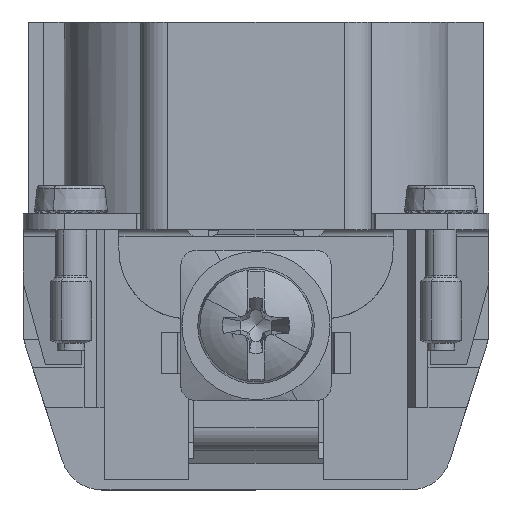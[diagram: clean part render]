
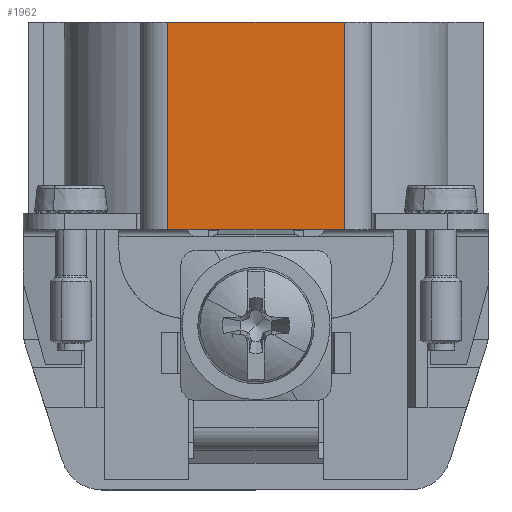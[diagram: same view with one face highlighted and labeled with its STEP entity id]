
A CAD part, front view. The second image highlights one B-rep face of the part: STEP entity #1962.
In plain terms, the highlighted planar face has unit normal (0, -1, 0).
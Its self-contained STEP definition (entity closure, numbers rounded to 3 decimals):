
#1942=AXIS2_PLACEMENT_3D('Plane Axis2P3D',#1939,#1940,#1941) ;
#931=CARTESIAN_POINT('Vertex',(23.45,0.711,19.)) ;
#934=CARTESIAN_POINT('Line Origine',(17.,0.711,19.)) ;
#938=CARTESIAN_POINT('Vertex',(10.55,0.711,19.)) ;
#1912=CARTESIAN_POINT('Line Origine',(10.55,0.711,26.575)) ;
#1916=CARTESIAN_POINT('Vertex',(10.55,0.711,34.15)) ;
#1939=CARTESIAN_POINT('Axis2P3D Location',(8.55,0.711,35.2)) ;
#1944=CARTESIAN_POINT('Line Origine',(23.45,0.711,26.575)) ;
#1948=CARTESIAN_POINT('Vertex',(23.45,0.711,34.15)) ;
#1951=CARTESIAN_POINT('Line Origine',(17.,0.711,34.15)) ;
#935=DIRECTION('Vector Direction',(1.,0.,0.)) ;
#1913=DIRECTION('Vector Direction',(0.,0.,-1.)) ;
#1940=DIRECTION('Axis2P3D Direction',(0.,1.,0.)) ;
#1941=DIRECTION('Axis2P3D XDirection',(1.,0.,0.)) ;
#1945=DIRECTION('Vector Direction',(0.,0.,-1.)) ;
#1952=DIRECTION('Vector Direction',(-1.,0.,0.)) ;
#936=VECTOR('Line Direction',#935,1.) ;
#1914=VECTOR('Line Direction',#1913,1.) ;
#1946=VECTOR('Line Direction',#1945,1.) ;
#1953=VECTOR('Line Direction',#1952,1.) ;
#1957=ORIENTED_EDGE('',*,*,#1950,.F.) ;
#1958=ORIENTED_EDGE('',*,*,#1955,.T.) ;
#1959=ORIENTED_EDGE('',*,*,#1918,.T.) ;
#1960=ORIENTED_EDGE('',*,*,#940,.T.) ;
#1962=ADVANCED_FACE('Hauptk\X2\00F6\X0\rper',(#1961),#1943,.F.) ;
#940=EDGE_CURVE('',#939,#932,#937,.T.) ;
#1918=EDGE_CURVE('',#1917,#939,#1915,.T.) ;
#1950=EDGE_CURVE('',#1949,#932,#1947,.T.) ;
#1955=EDGE_CURVE('',#1949,#1917,#1954,.T.) ;
#1956=EDGE_LOOP('',(#1957,#1958,#1959,#1960)) ;
#1961=FACE_OUTER_BOUND('',#1956,.T.) ;
#937=LINE('Line',#934,#936) ;
#1915=LINE('Line',#1912,#1914) ;
#1947=LINE('Line',#1944,#1946) ;
#1954=LINE('Line',#1951,#1953) ;
#1943=PLANE('',#1942) ;
#932=VERTEX_POINT('',#931) ;
#939=VERTEX_POINT('',#938) ;
#1917=VERTEX_POINT('',#1916) ;
#1949=VERTEX_POINT('',#1948) ;
